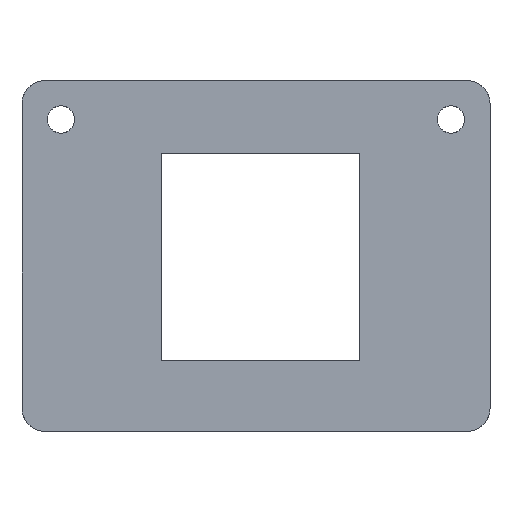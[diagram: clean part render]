
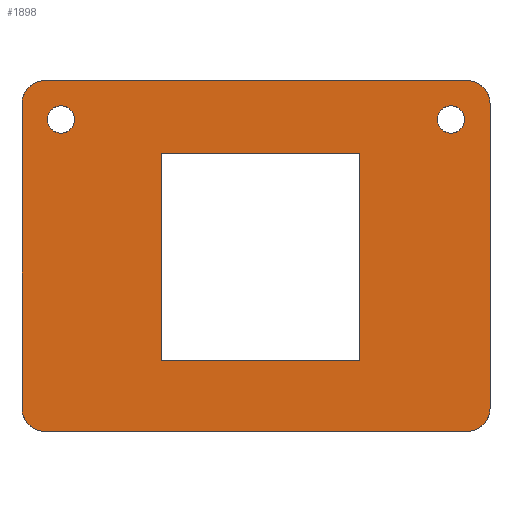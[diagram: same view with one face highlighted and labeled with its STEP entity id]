
A CAD part, top view. The second image highlights one B-rep face of the part: STEP entity #1898.
In plain terms, the highlighted planar face has unit normal (0, 0, 1).
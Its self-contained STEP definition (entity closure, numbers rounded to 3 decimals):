
#1898 = ADVANCED_FACE('',(#1899,#2033,#2067,#2094),#2121,.T.);
#1899 = FACE_BOUND('',#1900,.F.);
#1900 = EDGE_LOOP('',(#1901,#1912,#1920,#1928,#1936,#1945,#1953,#1961,
    #1969,#1978,#1986,#1994,#2002,#2011,#2019,#2027));
#1901 = ORIENTED_EDGE('',*,*,#1902,.T.);
#1902 = EDGE_CURVE('',#1903,#1905,#1907,.T.);
#1903 = VERTEX_POINT('',#1904);
#1904 = CARTESIAN_POINT('',(125.002,-77.832,1.56));
#1905 = VERTEX_POINT('',#1906);
#1906 = CARTESIAN_POINT('',(127.832,-75.002,1.56));
#1907 = CIRCLE('',#1908,3.002);
#1908 = AXIS2_PLACEMENT_3D('',#1909,#1910,#1911);
#1909 = CARTESIAN_POINT('',(128.,-78.,1.56));
#1910 = DIRECTION('',(0.,0.,-1.));
#1911 = DIRECTION('',(-0.998,0.056,0.));
#1912 = ORIENTED_EDGE('',*,*,#1913,.T.);
#1913 = EDGE_CURVE('',#1905,#1914,#1916,.T.);
#1914 = VERTEX_POINT('',#1915);
#1915 = CARTESIAN_POINT('',(128.,-75.,1.56));
#1916 = LINE('',#1917,#1918);
#1917 = CARTESIAN_POINT('',(127.832,-75.002,1.56));
#1918 = VECTOR('',#1919,1.);
#1919 = DIRECTION('',(1.,0.014,0.));
#1920 = ORIENTED_EDGE('',*,*,#1921,.T.);
#1921 = EDGE_CURVE('',#1914,#1922,#1924,.T.);
#1922 = VERTEX_POINT('',#1923);
#1923 = CARTESIAN_POINT('',(182.,-75.,1.56));
#1924 = LINE('',#1925,#1926);
#1925 = CARTESIAN_POINT('',(128.,-75.,1.56));
#1926 = VECTOR('',#1927,1.);
#1927 = DIRECTION('',(1.,0.,0.));
#1928 = ORIENTED_EDGE('',*,*,#1929,.T.);
#1929 = EDGE_CURVE('',#1922,#1930,#1932,.T.);
#1930 = VERTEX_POINT('',#1931);
#1931 = CARTESIAN_POINT('',(182.168,-75.002,1.56));
#1932 = LINE('',#1933,#1934);
#1933 = CARTESIAN_POINT('',(182.,-75.,1.56));
#1934 = VECTOR('',#1935,1.);
#1935 = DIRECTION('',(1.,-0.014,0.));
#1936 = ORIENTED_EDGE('',*,*,#1937,.T.);
#1937 = EDGE_CURVE('',#1930,#1938,#1940,.T.);
#1938 = VERTEX_POINT('',#1939);
#1939 = CARTESIAN_POINT('',(184.998,-77.832,1.56));
#1940 = CIRCLE('',#1941,3.002);
#1941 = AXIS2_PLACEMENT_3D('',#1942,#1943,#1944);
#1942 = CARTESIAN_POINT('',(182.,-78.,1.56));
#1943 = DIRECTION('',(0.,0.,-1.));
#1944 = DIRECTION('',(0.056,0.998,0.));
#1945 = ORIENTED_EDGE('',*,*,#1946,.T.);
#1946 = EDGE_CURVE('',#1938,#1947,#1949,.T.);
#1947 = VERTEX_POINT('',#1948);
#1948 = CARTESIAN_POINT('',(185.,-78.,1.56));
#1949 = LINE('',#1950,#1951);
#1950 = CARTESIAN_POINT('',(184.998,-77.832,1.56));
#1951 = VECTOR('',#1952,1.);
#1952 = DIRECTION('',(0.014,-1.,0.));
#1953 = ORIENTED_EDGE('',*,*,#1954,.T.);
#1954 = EDGE_CURVE('',#1947,#1955,#1957,.T.);
#1955 = VERTEX_POINT('',#1956);
#1956 = CARTESIAN_POINT('',(185.,-117.,1.56));
#1957 = LINE('',#1958,#1959);
#1958 = CARTESIAN_POINT('',(185.,-78.,1.56));
#1959 = VECTOR('',#1960,1.);
#1960 = DIRECTION('',(0.,-1.,0.));
#1961 = ORIENTED_EDGE('',*,*,#1962,.T.);
#1962 = EDGE_CURVE('',#1955,#1963,#1965,.T.);
#1963 = VERTEX_POINT('',#1964);
#1964 = CARTESIAN_POINT('',(184.998,-117.168,1.56));
#1965 = LINE('',#1966,#1967);
#1966 = CARTESIAN_POINT('',(185.,-117.,1.56));
#1967 = VECTOR('',#1968,1.);
#1968 = DIRECTION('',(-0.014,-1.,0.));
#1969 = ORIENTED_EDGE('',*,*,#1970,.T.);
#1970 = EDGE_CURVE('',#1963,#1971,#1973,.T.);
#1971 = VERTEX_POINT('',#1972);
#1972 = CARTESIAN_POINT('',(182.168,-119.998,1.56));
#1973 = CIRCLE('',#1974,3.002);
#1974 = AXIS2_PLACEMENT_3D('',#1975,#1976,#1977);
#1975 = CARTESIAN_POINT('',(182.,-117.,1.56));
#1976 = DIRECTION('',(0.,0.,-1.));
#1977 = DIRECTION('',(0.998,-0.056,0.));
#1978 = ORIENTED_EDGE('',*,*,#1979,.T.);
#1979 = EDGE_CURVE('',#1971,#1980,#1982,.T.);
#1980 = VERTEX_POINT('',#1981);
#1981 = CARTESIAN_POINT('',(182.,-120.,1.56));
#1982 = LINE('',#1983,#1984);
#1983 = CARTESIAN_POINT('',(182.168,-119.998,1.56));
#1984 = VECTOR('',#1985,1.);
#1985 = DIRECTION('',(-1.,-0.014,0.));
#1986 = ORIENTED_EDGE('',*,*,#1987,.T.);
#1987 = EDGE_CURVE('',#1980,#1988,#1990,.T.);
#1988 = VERTEX_POINT('',#1989);
#1989 = CARTESIAN_POINT('',(128.,-120.,1.56));
#1990 = LINE('',#1991,#1992);
#1991 = CARTESIAN_POINT('',(182.,-120.,1.56));
#1992 = VECTOR('',#1993,1.);
#1993 = DIRECTION('',(-1.,0.,0.));
#1994 = ORIENTED_EDGE('',*,*,#1995,.T.);
#1995 = EDGE_CURVE('',#1988,#1996,#1998,.T.);
#1996 = VERTEX_POINT('',#1997);
#1997 = CARTESIAN_POINT('',(127.832,-119.998,1.56));
#1998 = LINE('',#1999,#2000);
#1999 = CARTESIAN_POINT('',(128.,-120.,1.56));
#2000 = VECTOR('',#2001,1.);
#2001 = DIRECTION('',(-1.,0.014,0.));
#2002 = ORIENTED_EDGE('',*,*,#2003,.T.);
#2003 = EDGE_CURVE('',#1996,#2004,#2006,.T.);
#2004 = VERTEX_POINT('',#2005);
#2005 = CARTESIAN_POINT('',(125.002,-117.168,1.56));
#2006 = CIRCLE('',#2007,3.002);
#2007 = AXIS2_PLACEMENT_3D('',#2008,#2009,#2010);
#2008 = CARTESIAN_POINT('',(128.,-117.,1.56));
#2009 = DIRECTION('',(0.,0.,-1.));
#2010 = DIRECTION('',(-0.056,-0.998,-0.));
#2011 = ORIENTED_EDGE('',*,*,#2012,.T.);
#2012 = EDGE_CURVE('',#2004,#2013,#2015,.T.);
#2013 = VERTEX_POINT('',#2014);
#2014 = CARTESIAN_POINT('',(125.,-117.,1.56));
#2015 = LINE('',#2016,#2017);
#2016 = CARTESIAN_POINT('',(125.002,-117.168,1.56));
#2017 = VECTOR('',#2018,1.);
#2018 = DIRECTION('',(-0.014,1.,0.));
#2019 = ORIENTED_EDGE('',*,*,#2020,.T.);
#2020 = EDGE_CURVE('',#2013,#2021,#2023,.T.);
#2021 = VERTEX_POINT('',#2022);
#2022 = CARTESIAN_POINT('',(125.,-78.,1.56));
#2023 = LINE('',#2024,#2025);
#2024 = CARTESIAN_POINT('',(125.,-117.,1.56));
#2025 = VECTOR('',#2026,1.);
#2026 = DIRECTION('',(0.,1.,0.));
#2027 = ORIENTED_EDGE('',*,*,#2028,.T.);
#2028 = EDGE_CURVE('',#2021,#1903,#2029,.T.);
#2029 = LINE('',#2030,#2031);
#2030 = CARTESIAN_POINT('',(125.,-78.,1.56));
#2031 = VECTOR('',#2032,1.);
#2032 = DIRECTION('',(0.014,1.,0.));
#2033 = FACE_BOUND('',#2034,.F.);
#2034 = EDGE_LOOP('',(#2035,#2045,#2053,#2061));
#2035 = ORIENTED_EDGE('',*,*,#2036,.T.);
#2036 = EDGE_CURVE('',#2037,#2039,#2041,.T.);
#2037 = VERTEX_POINT('',#2038);
#2038 = CARTESIAN_POINT('',(168.325,-110.85,1.56));
#2039 = VERTEX_POINT('',#2040);
#2040 = CARTESIAN_POINT('',(168.325,-84.35,1.56));
#2041 = LINE('',#2042,#2043);
#2042 = CARTESIAN_POINT('',(168.325,-110.85,1.56));
#2043 = VECTOR('',#2044,1.);
#2044 = DIRECTION('',(0.,1.,0.));
#2045 = ORIENTED_EDGE('',*,*,#2046,.T.);
#2046 = EDGE_CURVE('',#2039,#2047,#2049,.T.);
#2047 = VERTEX_POINT('',#2048);
#2048 = CARTESIAN_POINT('',(142.825,-84.35,1.56));
#2049 = LINE('',#2050,#2051);
#2050 = CARTESIAN_POINT('',(168.325,-84.35,1.56));
#2051 = VECTOR('',#2052,1.);
#2052 = DIRECTION('',(-1.,0.,0.));
#2053 = ORIENTED_EDGE('',*,*,#2054,.T.);
#2054 = EDGE_CURVE('',#2047,#2055,#2057,.T.);
#2055 = VERTEX_POINT('',#2056);
#2056 = CARTESIAN_POINT('',(142.825,-110.85,1.56));
#2057 = LINE('',#2058,#2059);
#2058 = CARTESIAN_POINT('',(142.825,-84.35,1.56));
#2059 = VECTOR('',#2060,1.);
#2060 = DIRECTION('',(0.,-1.,0.));
#2061 = ORIENTED_EDGE('',*,*,#2062,.T.);
#2062 = EDGE_CURVE('',#2055,#2037,#2063,.T.);
#2063 = LINE('',#2064,#2065);
#2064 = CARTESIAN_POINT('',(142.825,-110.85,1.56));
#2065 = VECTOR('',#2066,1.);
#2066 = DIRECTION('',(1.,0.,0.));
#2067 = FACE_BOUND('',#2068,.F.);
#2068 = EDGE_LOOP('',(#2069,#2079,#2088));
#2069 = ORIENTED_EDGE('',*,*,#2070,.T.);
#2070 = EDGE_CURVE('',#2071,#2073,#2075,.T.);
#2071 = VERTEX_POINT('',#2072);
#2072 = CARTESIAN_POINT('',(131.75,-80.,1.56));
#2073 = VERTEX_POINT('',#2074);
#2074 = CARTESIAN_POINT('',(131.748,-79.869,1.56));
#2075 = LINE('',#2076,#2077);
#2076 = CARTESIAN_POINT('',(131.75,-80.,1.56));
#2077 = VECTOR('',#2078,1.);
#2078 = DIRECTION('',(-0.019,1.,0.));
#2079 = ORIENTED_EDGE('',*,*,#2080,.T.);
#2080 = EDGE_CURVE('',#2073,#2081,#2083,.T.);
#2081 = VERTEX_POINT('',#2082);
#2082 = CARTESIAN_POINT('',(131.748,-80.131,1.56));
#2083 = CIRCLE('',#2084,1.752);
#2084 = AXIS2_PLACEMENT_3D('',#2085,#2086,#2087);
#2085 = CARTESIAN_POINT('',(130.,-80.,1.56));
#2086 = DIRECTION('',(0.,0.,1.));
#2087 = DIRECTION('',(0.997,0.075,-0.));
#2088 = ORIENTED_EDGE('',*,*,#2089,.T.);
#2089 = EDGE_CURVE('',#2081,#2071,#2090,.T.);
#2090 = LINE('',#2091,#2092);
#2091 = CARTESIAN_POINT('',(131.748,-80.131,1.56));
#2092 = VECTOR('',#2093,1.);
#2093 = DIRECTION('',(0.019,1.,0.));
#2094 = FACE_BOUND('',#2095,.F.);
#2095 = EDGE_LOOP('',(#2096,#2106,#2115));
#2096 = ORIENTED_EDGE('',*,*,#2097,.T.);
#2097 = EDGE_CURVE('',#2098,#2100,#2102,.T.);
#2098 = VERTEX_POINT('',#2099);
#2099 = CARTESIAN_POINT('',(181.75,-80.,1.56));
#2100 = VERTEX_POINT('',#2101);
#2101 = CARTESIAN_POINT('',(181.748,-79.869,1.56));
#2102 = LINE('',#2103,#2104);
#2103 = CARTESIAN_POINT('',(181.75,-80.,1.56));
#2104 = VECTOR('',#2105,1.);
#2105 = DIRECTION('',(-0.019,1.,0.));
#2106 = ORIENTED_EDGE('',*,*,#2107,.T.);
#2107 = EDGE_CURVE('',#2100,#2108,#2110,.T.);
#2108 = VERTEX_POINT('',#2109);
#2109 = CARTESIAN_POINT('',(181.748,-80.131,1.56));
#2110 = CIRCLE('',#2111,1.752);
#2111 = AXIS2_PLACEMENT_3D('',#2112,#2113,#2114);
#2112 = CARTESIAN_POINT('',(180.,-80.,1.56));
#2113 = DIRECTION('',(0.,0.,1.));
#2114 = DIRECTION('',(0.997,0.075,-0.));
#2115 = ORIENTED_EDGE('',*,*,#2116,.T.);
#2116 = EDGE_CURVE('',#2108,#2098,#2117,.T.);
#2117 = LINE('',#2118,#2119);
#2118 = CARTESIAN_POINT('',(181.748,-80.131,1.56));
#2119 = VECTOR('',#2120,1.);
#2120 = DIRECTION('',(0.019,1.,0.));
#2121 = PLANE('',#2122);
#2122 = AXIS2_PLACEMENT_3D('',#2123,#2124,#2125);
#2123 = CARTESIAN_POINT('',(0.,0.,1.56));
#2124 = DIRECTION('',(0.,0.,1.));
#2125 = DIRECTION('',(1.,0.,-0.));
